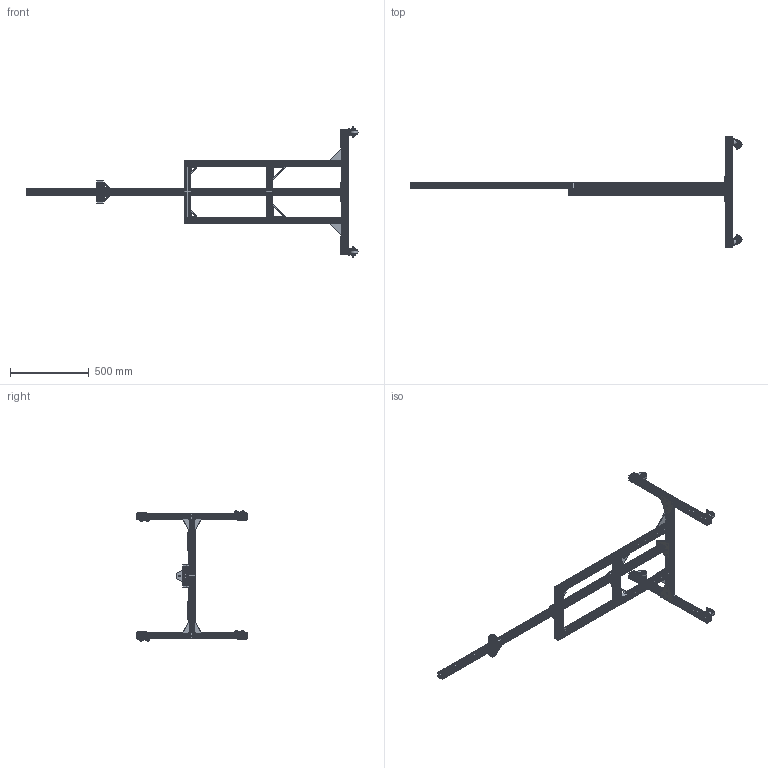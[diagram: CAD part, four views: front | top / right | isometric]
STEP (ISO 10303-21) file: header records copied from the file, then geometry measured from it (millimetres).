
FILE_DESCRIPTION((''),'2;1');
FILE_NAME('OBMP-BA-H-1000_ASM','2023-10-06T17:22:23',('ccha425'),('Department of Mechanical Engineering, The University of Auckland'),'CREO PARAMETRIC BY PTC INC, 2017260','CREO PARAMETRIC BY PTC INC, 2017260','');
FILE_SCHEMA(('CONFIG_CONTROL_DESIGN'));
Products named in the file (12): OBMP-BA-H-1010; OBMP-BA-H-FAST-T; OBMP-BA-H-1020; OBMP-BA-H-1030; OBMP-BA-H-FAST-L; OBMP-BA-H-1040; OBMP-BA-H-1050; OBMP-BA-H-FAST-G1; OBMP-BA-H-FAST-G2; OBMP-BA-H-1100; OBMP-BA-H-1060; OBMP-BA-H-1000_ASM
Assembly tree (29 placements, depth 2):
  OBMP-BA-H-1000_ASM
    OBMP-BA-H-1010
    OBMP-BA-H-FAST-T  x3
    OBMP-BA-H-1020  x2
    OBMP-BA-H-1030  x2
    OBMP-BA-H-FAST-L  x2
    OBMP-BA-H-1040  x2
    OBMP-BA-H-1050
    OBMP-BA-H-FAST-G1  x2
    OBMP-BA-H-FAST-G2  x8
    OBMP-BA-H-1100  x4
    OBMP-BA-H-1060  x2
Bounding box: 2109.5 x 700 x 827.43 mm (x, y, z)
Volume: 4928556.2 mm3; surface area: 3545584.3 mm2
Topology: 33 solids, 37 shells, 3052 faces, 8646 edges, 5504 vertices
Faces by surface type: plane 1386, cylinder 1002, torus 216, cone 144, bspline 116, sphere 108, extrusion 80
Entity records: 46364 total; most frequent: CARTESIAN_POINT 15124, ORIENTED_EDGE 6658, DIRECTION 6253, EDGE_CURVE 3331, VERTEX_POINT 2182, VECTOR 2109, LINE 2089, AXIS2_PLACEMENT_3D 2072
